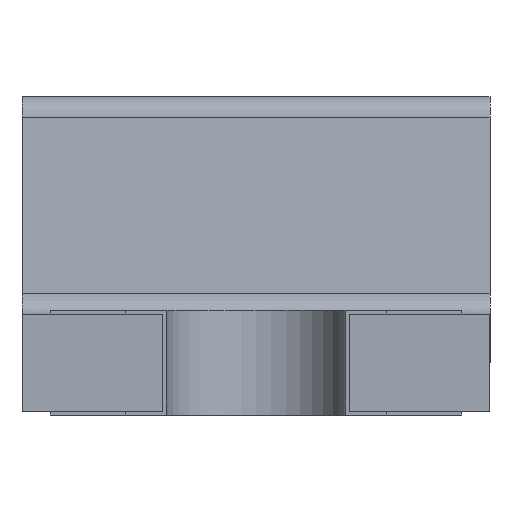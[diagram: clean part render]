
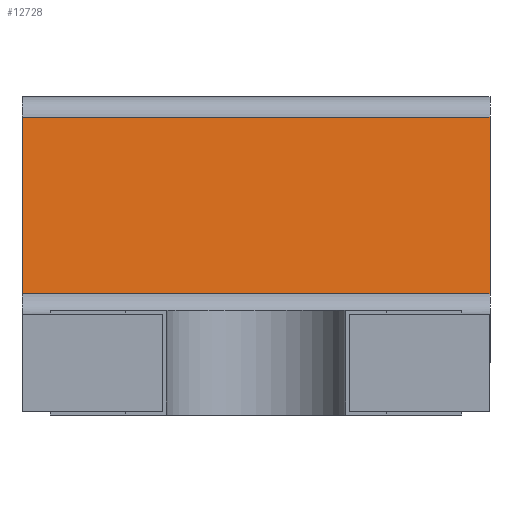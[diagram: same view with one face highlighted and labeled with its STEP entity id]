
A CAD part, left-side view. The second image highlights one B-rep face of the part: STEP entity #12728.
In plain terms, the highlighted planar face has unit normal (-0.996, 0, 0.087).
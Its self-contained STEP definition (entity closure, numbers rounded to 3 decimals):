
#282 = LINE ( 'NONE', #2598, #11370 ) ;
#387 = CARTESIAN_POINT ( 'NONE',  ( -0.595, 0., 0.325 ) ) ;
#1264 = VERTEX_POINT ( 'NONE', #12188 ) ;
#1846 = ORIENTED_EDGE ( 'NONE', *, *, #9807, .T. ) ;
#2407 = CARTESIAN_POINT ( 'NONE',  ( -0.554, 0.625, 0.795 ) ) ;
#2598 = CARTESIAN_POINT ( 'NONE',  ( -0.6, 0.625, 0.27 ) ) ;
#2635 = DIRECTION ( 'NONE',  ( -0.087, 0., -0.996 ) ) ;
#2774 = CARTESIAN_POINT ( 'NONE',  ( -0.554, 0.625, 0.795 ) ) ;
#3871 = DIRECTION ( 'NONE',  ( -0.087, 0., -0.996 ) ) ;
#4637 = DIRECTION ( 'NONE',  ( -0.996, 0., 0.087 ) ) ;
#5035 = LINE ( 'NONE', #387, #12863 ) ;
#5183 = ORIENTED_EDGE ( 'NONE', *, *, #12628, .F. ) ;
#5443 = VECTOR ( 'NONE', #2635, 1000. ) ;
#5459 = CARTESIAN_POINT ( 'NONE',  ( -0.554, -0.625, 0.795 ) ) ;
#5844 = ORIENTED_EDGE ( 'NONE', *, *, #9216, .T. ) ;
#8358 = FACE_OUTER_BOUND ( 'NONE', #9828, .T. ) ;
#8425 = LINE ( 'NONE', #2774, #10929 ) ;
#8882 = VERTEX_POINT ( 'NONE', #5459 ) ;
#9216 = EDGE_CURVE ( 'NONE', #9635, #1264, #282, .T. ) ;
#9635 = VERTEX_POINT ( 'NONE', #2407 ) ;
#9791 = EDGE_CURVE ( 'NONE', #1264, #10470, #5035, .T. ) ;
#9807 = EDGE_CURVE ( 'NONE', #8882, #9635, #8425, .T. ) ;
#9828 = EDGE_LOOP ( 'NONE', ( #5183, #1846, #5844, #10764 ) ) ;
#10099 = CARTESIAN_POINT ( 'NONE',  ( -0.6, 0., 0.27 ) ) ;
#10470 = VERTEX_POINT ( 'NONE', #10770 ) ;
#10764 = ORIENTED_EDGE ( 'NONE', *, *, #9791, .T. ) ;
#10770 = CARTESIAN_POINT ( 'NONE',  ( -0.595, -0.625, 0.325 ) ) ;
#10929 = VECTOR ( 'NONE', #12967, 1000. ) ;
#11370 = VECTOR ( 'NONE', #3871, 1000. ) ;
#11376 = AXIS2_PLACEMENT_3D ( 'NONE', #10099, #4637, #12497 ) ;
#11697 = PLANE ( 'NONE',  #11376 ) ;
#11838 = DIRECTION ( 'NONE',  ( 0., -1., 0. ) ) ;
#12188 = CARTESIAN_POINT ( 'NONE',  ( -0.595, 0.625, 0.325 ) ) ;
#12497 = DIRECTION ( 'NONE',  ( 0.087, 0., 0.996 ) ) ;
#12628 = EDGE_CURVE ( 'NONE', #8882, #10470, #13959, .T. ) ;
#12728 = ADVANCED_FACE ( 'NONE', ( #8358 ), #11697, .T. ) ;
#12750 = CARTESIAN_POINT ( 'NONE',  ( -0.603, -0.625, 0.235 ) ) ;
#12863 = VECTOR ( 'NONE', #11838, 1000. ) ;
#12967 = DIRECTION ( 'NONE',  ( 0., 1., 0. ) ) ;
#13959 = LINE ( 'NONE', #12750, #5443 ) ;
